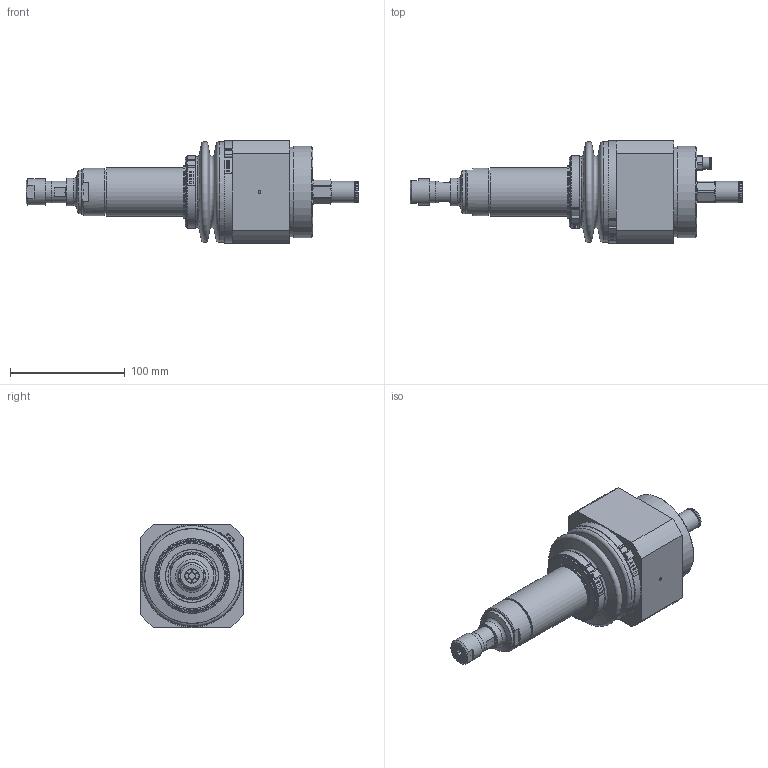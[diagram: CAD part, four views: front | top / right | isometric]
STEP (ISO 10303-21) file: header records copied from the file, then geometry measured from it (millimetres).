
FILE_DESCRIPTION(/* description */ (''),/* implementation_level */ '2;1');
FILE_NAME(/* name */ 'ESR 30_29940035.stp',/* time_stamp */ '2015-03-25T12:49:32+01:00',/* author */ ('ekoch'),/* organization */ (''),/* preprocessor_version */ 'ST-DEVELOPER v15.2',/* originating_system */ 'Autodesk Inventor 2014',/* authorisation */ '');
FILE_SCHEMA (('AUTOMOTIVE_DESIGN { 1 0 10303 214 3 1 1 }'));
Length unit declared in the file: millimetre
Products named in the file (1): ESR 30_29940035
Bounding box: 289.83 x 90 x 90 mm (x, y, z)
Volume: 945298.3 mm3; surface area: 198962.5 mm2
Topology: 14 solids, 14 shells, 489 faces, 1204 edges, 779 vertices
Faces by surface type: plane 222, cylinder 169, cone 82, torus 15, sphere 1
Full cylindrical faces by diameter (mm): 2.5 x1, 4.917 x4, 6 x5, 6.1 x1, 7.2 x1, 8.382 x1, 8.565 x1, 8.566 x1, 9.728 x1, 9.9 x1, 10.5 x1, 10.6 x1, 12 x1, 13.2 x1, 14.95 x2, 15 x1, 15.1 x1, 16.398 x1, 17.917 x1, 18.4 x1, 18.5 x1, 18.8 x1, 18.98 x1, 19 x3, 19.5 x1, 23 x1, 24 x1, 28 x1, 31 x1, 34.376 x1
Entity records: 14370 total; most frequent: CARTESIAN_POINT 2832, DIRECTION 2382, ORIENTED_EDGE 2092, EDGE_CURVE 1046, AXIS2_PLACEMENT_3D 1000, VERTEX_POINT 741, EDGE_LOOP 687, CIRCLE 510
